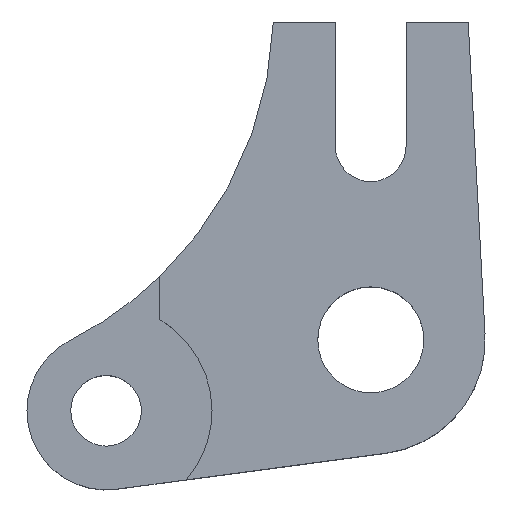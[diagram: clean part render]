
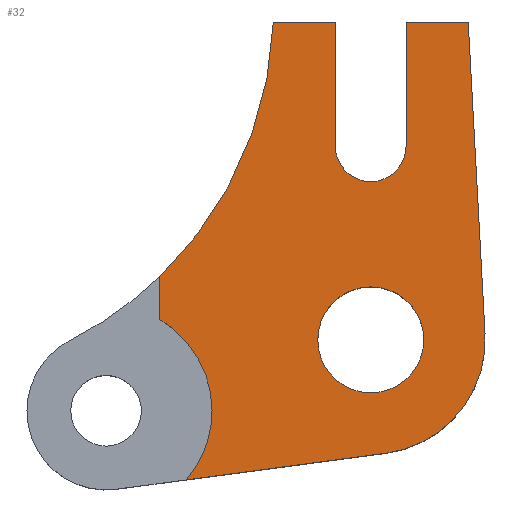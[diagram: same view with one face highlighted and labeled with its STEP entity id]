
A CAD part, top view. The second image highlights one B-rep face of the part: STEP entity #32.
In plain terms, the highlighted planar face has unit normal (0, 0, 1).
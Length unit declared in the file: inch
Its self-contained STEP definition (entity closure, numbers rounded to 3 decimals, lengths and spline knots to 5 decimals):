
#12 = ORIENTED_EDGE ( 'NONE', *, *, #130, .T. ) ;
#18 = ORIENTED_EDGE ( 'NONE', *, *, #152, .T. ) ;
#19 = ORIENTED_EDGE ( 'NONE', *, *, #259, .F. ) ;
#20 = ORIENTED_EDGE ( 'NONE', *, *, #104, .T. ) ;
#30 = EDGE_CURVE ( 'NONE', #66, #153, #461, .T. ) ;
#31 = VERTEX_POINT ( 'NONE', #453 ) ;
#32 = ADVANCED_FACE ( 'NONE', ( #452, #451 ), #450, .T. ) ;
#33 = EDGE_LOOP ( 'NONE', ( #45, #44 ) ) ;
#34 = EDGE_LOOP ( 'NONE', ( #40, #41, #181, #183, #184, #185, #19, #318, #258, #18, #12, #20 ) ) ;
#37 = VERTEX_POINT ( 'NONE', #441 ) ;
#40 = ORIENTED_EDGE ( 'NONE', *, *, #48, .T. ) ;
#41 = ORIENTED_EDGE ( 'NONE', *, *, #42, .T. ) ;
#42 = EDGE_CURVE ( 'NONE', #31, #37, #440, .T. ) ;
#44 = ORIENTED_EDGE ( 'NONE', *, *, #74, .T. ) ;
#45 = ORIENTED_EDGE ( 'NONE', *, *, #46, .T. ) ;
#46 = EDGE_CURVE ( 'NONE', #76, #75, #494, .T. ) ;
#48 = EDGE_CURVE ( 'NONE', #102, #31, #488, .T. ) ;
#58 = EDGE_CURVE ( 'NONE', #122, #59, #469, .T. ) ;
#59 = VERTEX_POINT ( 'NONE', #464 ) ;
#66 = VERTEX_POINT ( 'NONE', #701 ) ;
#74 = EDGE_CURVE ( 'NONE', #75, #76, #687, .T. ) ;
#75 = VERTEX_POINT ( 'NONE', #683 ) ;
#76 = VERTEX_POINT ( 'NONE', #682 ) ;
#102 = VERTEX_POINT ( 'NONE', #627 ) ;
#104 = EDGE_CURVE ( 'NONE', #105, #102, #626, .T. ) ;
#105 = VERTEX_POINT ( 'NONE', #622 ) ;
#122 = VERTEX_POINT ( 'NONE', #615 ) ;
#124 = EDGE_CURVE ( 'NONE', #125, #122, #614, .T. ) ;
#125 = VERTEX_POINT ( 'NONE', #609 ) ;
#130 = EDGE_CURVE ( 'NONE', #131, #105, #608, .T. ) ;
#131 = VERTEX_POINT ( 'NONE', #603 ) ;
#152 = EDGE_CURVE ( 'NONE', #153, #131, #571, .T. ) ;
#153 = VERTEX_POINT ( 'NONE', #567 ) ;
#181 = ORIENTED_EDGE ( 'NONE', *, *, #182, .T. ) ;
#182 = EDGE_CURVE ( 'NONE', #37, #125, #803, .T. ) ;
#183 = ORIENTED_EDGE ( 'NONE', *, *, #124, .T. ) ;
#184 = ORIENTED_EDGE ( 'NONE', *, *, #58, .T. ) ;
#185 = ORIENTED_EDGE ( 'NONE', *, *, #257, .T. ) ;
#256 = VERTEX_POINT ( 'NONE', #826 ) ;
#257 = EDGE_CURVE ( 'NONE', #59, #256, #825, .T. ) ;
#258 = ORIENTED_EDGE ( 'NONE', *, *, #30, .T. ) ;
#259 = EDGE_CURVE ( 'NONE', #391, #256, #821, .T. ) ;
#283 = EDGE_CURVE ( 'NONE', #391, #66, #734, .T. ) ;
#318 = ORIENTED_EDGE ( 'NONE', *, *, #283, .T. ) ;
#391 = VERTEX_POINT ( 'NONE', #1130 ) ;
#436 = DIRECTION ( 'NONE',  ( -1., 0., 0. ) ) ;
#437 = DIRECTION ( 'NONE',  ( 0., 0., -1. ) ) ;
#438 = CARTESIAN_POINT ( 'NONE',  ( -1.44449, 2.84421, 0.5625 ) ) ;
#439 = AXIS2_PLACEMENT_3D ( 'NONE', #438, #437, #436 ) ;
#440 = CIRCLE ( 'NONE', #439, 2.63 ) ;
#441 = CARTESIAN_POINT ( 'NONE',  ( 0.38, 0.94998, 0.5625 ) ) ;
#446 = DIRECTION ( 'NONE',  ( 1., 0., 0. ) ) ;
#447 = DIRECTION ( 'NONE',  ( 0., 0., 1. ) ) ;
#448 = CARTESIAN_POINT ( 'NONE',  ( -1.44449, 2.84421, 0.5625 ) ) ;
#449 = AXIS2_PLACEMENT_3D ( 'NONE', #448, #447, #446 ) ;
#450 = PLANE ( 'NONE',  #449 ) ;
#451 = FACE_OUTER_BOUND ( 'NONE', #34, .T. ) ;
#452 = FACE_BOUND ( 'NONE', #33, .T. ) ;
#453 = CARTESIAN_POINT ( 'NONE',  ( 1.1839, 2.75211, 0.5625 ) ) ;
#454 = DIRECTION ( 'NONE',  ( -1., 0., 0. ) ) ;
#455 = VECTOR ( 'NONE', #454, 39.37008 ) ;
#456 = CARTESIAN_POINT ( 'NONE',  ( -1.44449, 2.75211, 0.5625 ) ) ;
#461 = LINE ( 'NONE', #456, #455 ) ;
#464 = CARTESIAN_POINT ( 'NONE',  ( 0.56855, -0.48914, 0.5625 ) ) ;
#465 = DIRECTION ( 'NONE',  ( 1., 0., 0. ) ) ;
#466 = DIRECTION ( 'NONE',  ( 0., 0., -1. ) ) ;
#467 = CARTESIAN_POINT ( 'NONE',  ( 0., 0., 0.5625 ) ) ;
#468 = AXIS2_PLACEMENT_3D ( 'NONE', #467, #466, #465 ) ;
#469 = CIRCLE ( 'NONE', #468, 0.75 ) ;
#485 = DIRECTION ( 'NONE',  ( -1., 0., 0. ) ) ;
#486 = VECTOR ( 'NONE', #485, 39.37008 ) ;
#487 = CARTESIAN_POINT ( 'NONE',  ( -1.44449, 2.75211, 0.5625 ) ) ;
#488 = LINE ( 'NONE', #487, #486 ) ;
#490 = DIRECTION ( 'NONE',  ( -1., 0., 0. ) ) ;
#491 = DIRECTION ( 'NONE',  ( 0., 0., -1. ) ) ;
#492 = CARTESIAN_POINT ( 'NONE',  ( 1.8739, 0.50211, 0.5625 ) ) ;
#493 = AXIS2_PLACEMENT_3D ( 'NONE', #492, #491, #490 ) ;
#494 = CIRCLE ( 'NONE', #493, 0.375 ) ;
#567 = CARTESIAN_POINT ( 'NONE',  ( 2.1239, 2.75211, 0.5625 ) ) ;
#568 = DIRECTION ( 'NONE',  ( 0., -1., 0. ) ) ;
#569 = VECTOR ( 'NONE', #568, 39.37008 ) ;
#570 = CARTESIAN_POINT ( 'NONE',  ( 2.1239, 2.84421, 0.5625 ) ) ;
#571 = LINE ( 'NONE', #570, #569 ) ;
#603 = CARTESIAN_POINT ( 'NONE',  ( 2.1239, 1.87211, 0.5625 ) ) ;
#604 = DIRECTION ( 'NONE',  ( -1., 0., 0. ) ) ;
#605 = DIRECTION ( 'NONE',  ( 0., 0., -1. ) ) ;
#606 = CARTESIAN_POINT ( 'NONE',  ( 1.8739, 1.87211, 0.5625 ) ) ;
#607 = AXIS2_PLACEMENT_3D ( 'NONE', #606, #605, #604 ) ;
#608 = CIRCLE ( 'NONE', #607, 0.25 ) ;
#609 = CARTESIAN_POINT ( 'NONE',  ( 0.38, 0.64661, 0.5625 ) ) ;
#610 = DIRECTION ( 'NONE',  ( 1., 0., 0. ) ) ;
#611 = DIRECTION ( 'NONE',  ( 0., 0., -1. ) ) ;
#612 = CARTESIAN_POINT ( 'NONE',  ( 0., 0., 0.5625 ) ) ;
#613 = AXIS2_PLACEMENT_3D ( 'NONE', #612, #611, #610 ) ;
#614 = CIRCLE ( 'NONE', #613, 0.75 ) ;
#615 = CARTESIAN_POINT ( 'NONE',  ( 0.75, 0., 0.5625 ) ) ;
#622 = CARTESIAN_POINT ( 'NONE',  ( 1.6239, 1.87211, 0.5625 ) ) ;
#623 = DIRECTION ( 'NONE',  ( 0., 1., 0. ) ) ;
#624 = VECTOR ( 'NONE', #623, 39.37008 ) ;
#625 = CARTESIAN_POINT ( 'NONE',  ( 1.6239, 2.84421, 0.5625 ) ) ;
#626 = LINE ( 'NONE', #625, #624 ) ;
#627 = CARTESIAN_POINT ( 'NONE',  ( 1.6239, 2.75211, 0.5625 ) ) ;
#682 = CARTESIAN_POINT ( 'NONE',  ( 1.4989, 0.50211, 0.5625 ) ) ;
#683 = CARTESIAN_POINT ( 'NONE',  ( 2.2489, 0.50211, 0.5625 ) ) ;
#684 = DIRECTION ( 'NONE',  ( -1., 0., 0. ) ) ;
#685 = DIRECTION ( 'NONE',  ( 0., 0., -1. ) ) ;
#686 = AXIS2_PLACEMENT_3D ( 'NONE', #692, #685, #684 ) ;
#687 = CIRCLE ( 'NONE', #686, 0.375 ) ;
#692 = CARTESIAN_POINT ( 'NONE',  ( 1.8739, 0.50211, 0.5625 ) ) ;
#701 = CARTESIAN_POINT ( 'NONE',  ( 2.5639, 2.75211, 0.5625 ) ) ;
#731 = DIRECTION ( 'NONE',  ( -0.054, 0.999, 0. ) ) ;
#732 = VECTOR ( 'NONE', #731, 39.37008 ) ;
#733 = CARTESIAN_POINT ( 'NONE',  ( 2.5639, 2.75211, 0.5625 ) ) ;
#734 = LINE ( 'NONE', #733, #732 ) ;
#800 = DIRECTION ( 'NONE',  ( 0., -1., 0. ) ) ;
#801 = VECTOR ( 'NONE', #800, 39.37008 ) ;
#802 = CARTESIAN_POINT ( 'NONE',  ( 0.38, 0.94998, 0.5625 ) ) ;
#803 = LINE ( 'NONE', #802, #801 ) ;
#817 = DIRECTION ( 'NONE',  ( -1., 0., 0. ) ) ;
#818 = DIRECTION ( 'NONE',  ( 0., 0., -1. ) ) ;
#819 = CARTESIAN_POINT ( 'NONE',  ( 1.8739, 0.50211, 0.5625 ) ) ;
#820 = AXIS2_PLACEMENT_3D ( 'NONE', #819, #818, #817 ) ;
#821 = CIRCLE ( 'NONE', #820, 0.81 ) ;
#822 = DIRECTION ( 'NONE',  ( 0.991, 0.132, 0. ) ) ;
#823 = VECTOR ( 'NONE', #822, 39.37008 ) ;
#824 = CARTESIAN_POINT ( 'NONE',  ( 0.07402, -0.55509, 0.5625 ) ) ;
#825 = LINE ( 'NONE', #824, #823 ) ;
#826 = CARTESIAN_POINT ( 'NONE',  ( 1.98097, -0.30078, 0.5625 ) ) ;
#1130 = CARTESIAN_POINT ( 'NONE',  ( 2.68272, 0.54567, 0.5625 ) ) ;
